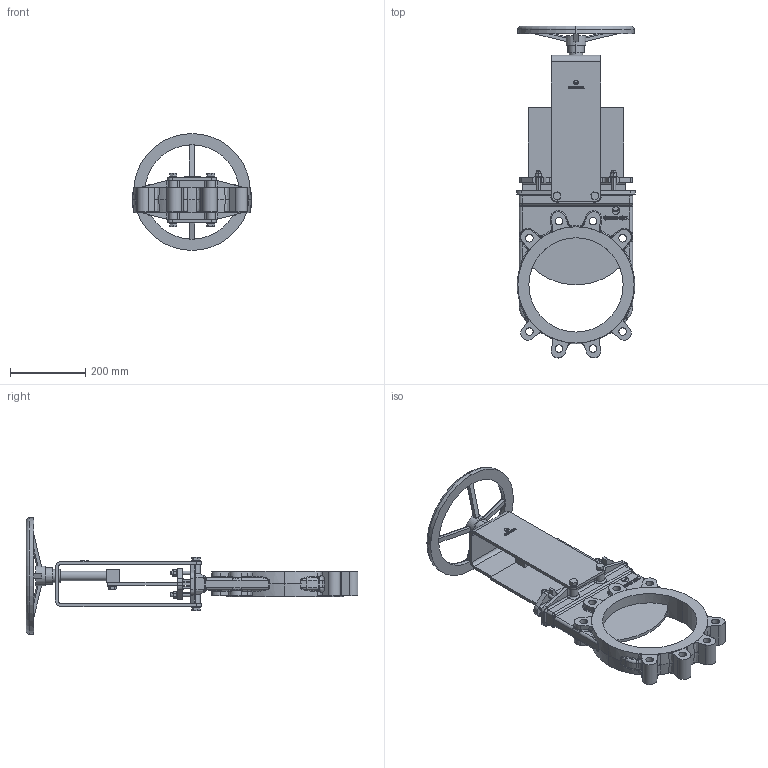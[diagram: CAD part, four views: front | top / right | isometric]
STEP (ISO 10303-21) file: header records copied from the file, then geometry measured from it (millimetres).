
FILE_DESCRIPTION (( 'STEP AP214' ), '1' );
FILE_NAME ('EB DN250_CAST IRON_HANDWHEEL_NRS.STEP', '2012-01-12T07:27:52', ( 'user' ), ( '' ), 'SwSTEP 2.0', 'SolidWorks 2011', '' );
FILE_SCHEMA (( 'AUTOMOTIVE_DESIGN' ));
Length unit declared in the file: millimetre
Products named in the file (1): EB DN250_CAST IRON_HANDWHEEL_NRS
Bounding box: 315 x 880.33 x 310 mm (x, y, z)
Surface area: 909065.6 mm2 (no closed solid volume)
Topology: 0 solids, 50 shells, 766 faces, 2690 edges, 1929 vertices
Faces by surface type: plane 304, cylinder 215, bspline 141, cone 50, torus 48, sphere 8
Entity records: 44381 total; most frequent: CARTESIAN_POINT 14421, ORIENTED_EDGE 4298, DIRECTION 4098, EDGE_CURVE 2676, VERTEX_POINT 1929, VECTOR 1396, LINE 1396, AXIS2_PLACEMENT_3D 1351
